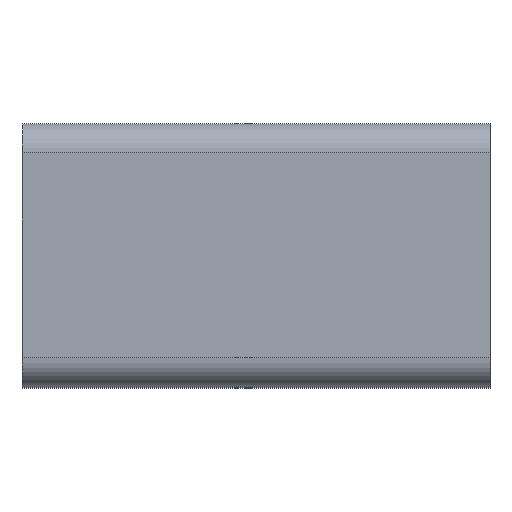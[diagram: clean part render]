
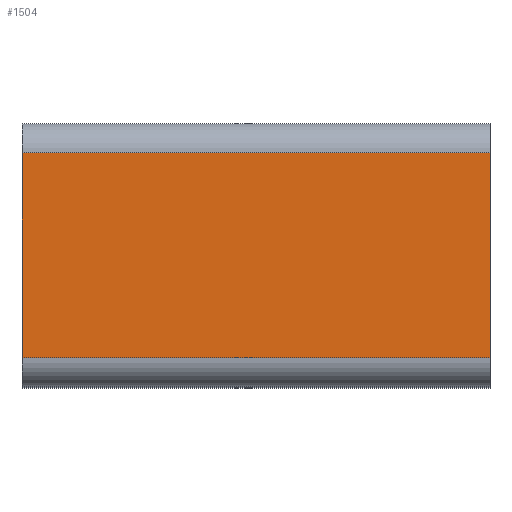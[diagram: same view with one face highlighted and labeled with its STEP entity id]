
A CAD part, top view. The second image highlights one B-rep face of the part: STEP entity #1504.
In plain terms, the highlighted planar face has unit normal (0, 0, 1).
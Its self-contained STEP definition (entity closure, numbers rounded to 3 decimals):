
#73 = VECTOR ( 'NONE', #593, 1000. ) ;
#89 = VERTEX_POINT ( 'NONE', #1129 ) ;
#318 = VECTOR ( 'NONE', #4083, 1000. ) ;
#593 = DIRECTION ( 'NONE',  ( -1., 0., 0. ) ) ;
#682 = PLANE ( 'NONE',  #5672 ) ;
#745 = EDGE_CURVE ( 'NONE', #3648, #89, #2786, .T. ) ;
#900 = LINE ( 'NONE', #2312, #73 ) ;
#1093 = LINE ( 'NONE', #4294, #2156 ) ;
#1129 = CARTESIAN_POINT ( 'NONE',  ( -0.4, 0.05, 0.85 ) ) ;
#1329 = FACE_OUTER_BOUND ( 'NONE', #2676, .T. ) ;
#1504 = ADVANCED_FACE ( 'NONE', ( #1329 ), #682, .F. ) ;
#1795 = VECTOR ( 'NONE', #4327, 1000. ) ;
#1900 = VERTEX_POINT ( 'NONE', #2050 ) ;
#1901 = CARTESIAN_POINT ( 'NONE',  ( 0.4, 0.05, 0.85 ) ) ;
#2050 = CARTESIAN_POINT ( 'NONE',  ( 0.4, 0.4, 0.85 ) ) ;
#2156 = VECTOR ( 'NONE', #3432, 1000. ) ;
#2258 = CARTESIAN_POINT ( 'NONE',  ( -0.4, 0., 0.85 ) ) ;
#2312 = CARTESIAN_POINT ( 'NONE',  ( 0.4, 0.4, 0.85 ) ) ;
#2676 = EDGE_LOOP ( 'NONE', ( #2753, #4360, #2700, #3172 ) ) ;
#2700 = ORIENTED_EDGE ( 'NONE', *, *, #4753, .F. ) ;
#2753 = ORIENTED_EDGE ( 'NONE', *, *, #745, .T. ) ;
#2786 = LINE ( 'NONE', #2258, #318 ) ;
#3041 = CARTESIAN_POINT ( 'NONE',  ( 0.4, 0.05, 0.85 ) ) ;
#3172 = ORIENTED_EDGE ( 'NONE', *, *, #5522, .T. ) ;
#3432 = DIRECTION ( 'NONE',  ( 0., -1., 0. ) ) ;
#3648 = VERTEX_POINT ( 'NONE', #5535 ) ;
#3931 = VERTEX_POINT ( 'NONE', #1901 ) ;
#4083 = DIRECTION ( 'NONE',  ( 0., -1., 0. ) ) ;
#4118 = LINE ( 'NONE', #3041, #1795 ) ;
#4157 = CARTESIAN_POINT ( 'NONE',  ( 0.4, 0., 0.85 ) ) ;
#4294 = CARTESIAN_POINT ( 'NONE',  ( 0.4, 0., 0.85 ) ) ;
#4327 = DIRECTION ( 'NONE',  ( 1., 0., 0. ) ) ;
#4360 = ORIENTED_EDGE ( 'NONE', *, *, #4856, .T. ) ;
#4753 = EDGE_CURVE ( 'NONE', #1900, #3931, #1093, .T. ) ;
#4856 = EDGE_CURVE ( 'NONE', #89, #3931, #4118, .T. ) ;
#5102 = DIRECTION ( 'NONE',  ( 0., 0., -1. ) ) ;
#5449 = DIRECTION ( 'NONE',  ( 0., 1., 0. ) ) ;
#5522 = EDGE_CURVE ( 'NONE', #1900, #3648, #900, .T. ) ;
#5535 = CARTESIAN_POINT ( 'NONE',  ( -0.4, 0.4, 0.85 ) ) ;
#5672 = AXIS2_PLACEMENT_3D ( 'NONE', #4157, #5102, #5449 ) ;
